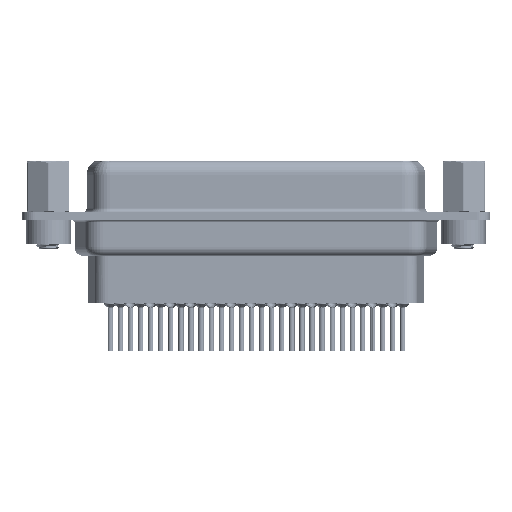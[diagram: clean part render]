
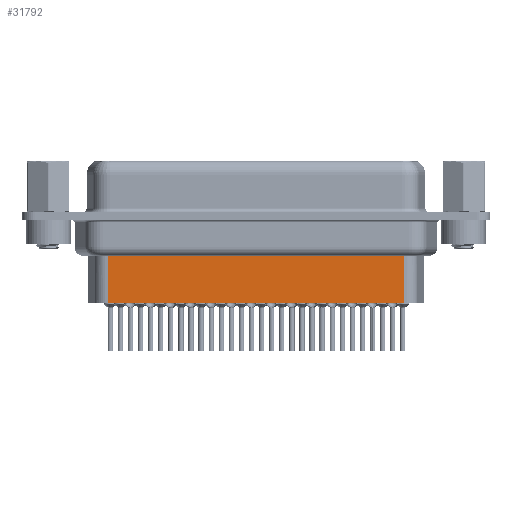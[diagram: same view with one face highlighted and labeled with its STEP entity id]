
A CAD part, front view. The second image highlights one B-rep face of the part: STEP entity #31792.
In plain terms, the highlighted planar face has unit normal (0, -1, 0).
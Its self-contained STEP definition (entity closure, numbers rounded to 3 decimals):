
#255 = CARTESIAN_POINT ( 'NONE',  ( 6.701, -3.5, -4.097 ) ) ;
#1958 = EDGE_CURVE ( 'NONE', #7714, #17079, #36819, .T. ) ;
#3767 = CARTESIAN_POINT ( 'NONE',  ( 6.454, -3.5, -4.097 ) ) ;
#4435 = DIRECTION ( 'NONE',  ( -1., 0., 0. ) ) ;
#4601 = EDGE_LOOP ( 'NONE', ( #39870, #4608, #38818, #20761 ) ) ;
#4608 = ORIENTED_EDGE ( 'NONE', *, *, #32885, .T. ) ;
#5847 = CARTESIAN_POINT ( 'NONE',  ( 6.701, -3.5, -3.1 ) ) ;
#7050 = VECTOR ( 'NONE', #7548, 1000. ) ;
#7548 = DIRECTION ( 'NONE',  ( 0., 0., -1. ) ) ;
#7593 = LINE ( 'NONE', #3767, #35830 ) ;
#7714 = VERTEX_POINT ( 'NONE', #255 ) ;
#7917 = CARTESIAN_POINT ( 'NONE',  ( 40.339, -3.5, -3.1 ) ) ;
#8845 = VECTOR ( 'NONE', #22415, 1000. ) ;
#11600 = CARTESIAN_POINT ( 'NONE',  ( 6.701, -3.5, -9.85 ) ) ;
#13613 = EDGE_CURVE ( 'NONE', #37297, #22582, #35508, .T. ) ;
#17079 = VERTEX_POINT ( 'NONE', #37397 ) ;
#18789 = LINE ( 'NONE', #11600, #8845 ) ;
#19837 = AXIS2_PLACEMENT_3D ( 'NONE', #32387, #36254, #31716 ) ;
#20761 = ORIENTED_EDGE ( 'NONE', *, *, #28169, .F. ) ;
#21309 = VECTOR ( 'NONE', #21704, 1000. ) ;
#21704 = DIRECTION ( 'NONE',  ( 0., 0., -1. ) ) ;
#22415 = DIRECTION ( 'NONE',  ( -1., 0., 0. ) ) ;
#22582 = VERTEX_POINT ( 'NONE', #37787 ) ;
#28169 = EDGE_CURVE ( 'NONE', #22582, #17079, #18789, .T. ) ;
#28760 = FACE_OUTER_BOUND ( 'NONE', #4601, .T. ) ;
#31716 = DIRECTION ( 'NONE',  ( 1., 0., 0. ) ) ;
#31792 = ADVANCED_FACE ( 'NONE', ( #28760 ), #38719, .T. ) ;
#32387 = CARTESIAN_POINT ( 'NONE',  ( 6.701, -3.5, -3.1 ) ) ;
#32885 = EDGE_CURVE ( 'NONE', #37297, #7714, #7593, .T. ) ;
#35508 = LINE ( 'NONE', #7917, #21309 ) ;
#35830 = VECTOR ( 'NONE', #4435, 1000. ) ;
#36254 = DIRECTION ( 'NONE',  ( 0., -1., 0. ) ) ;
#36714 = CARTESIAN_POINT ( 'NONE',  ( 40.339, -3.5, -4.097 ) ) ;
#36819 = LINE ( 'NONE', #5847, #7050 ) ;
#37297 = VERTEX_POINT ( 'NONE', #36714 ) ;
#37397 = CARTESIAN_POINT ( 'NONE',  ( 6.701, -3.5, -9.85 ) ) ;
#37787 = CARTESIAN_POINT ( 'NONE',  ( 40.339, -3.5, -9.85 ) ) ;
#38719 = PLANE ( 'NONE',  #19837 ) ;
#38818 = ORIENTED_EDGE ( 'NONE', *, *, #1958, .T. ) ;
#39870 = ORIENTED_EDGE ( 'NONE', *, *, #13613, .F. ) ;
